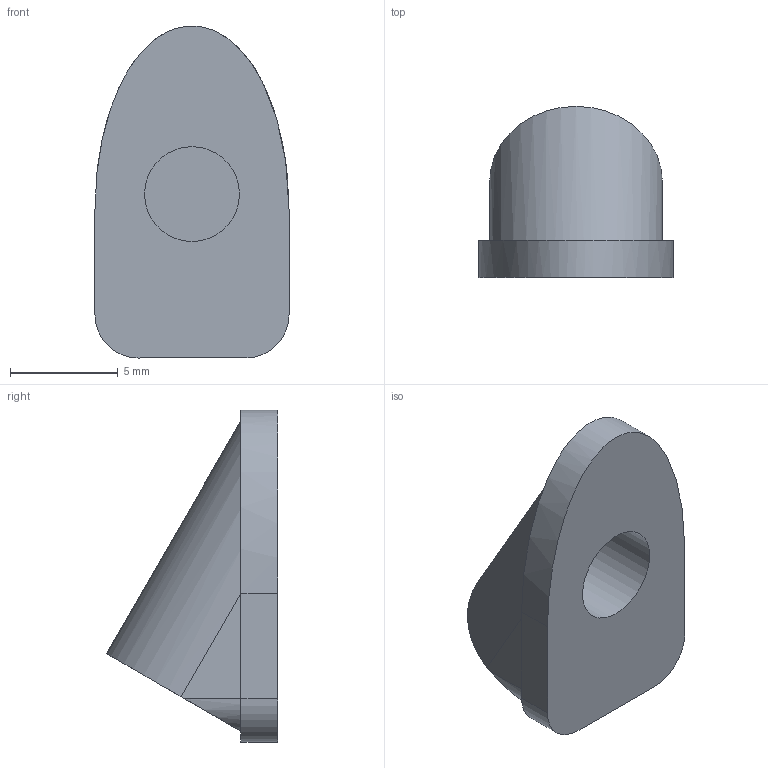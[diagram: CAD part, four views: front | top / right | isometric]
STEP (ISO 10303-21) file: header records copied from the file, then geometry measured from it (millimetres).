
FILE_DESCRIPTION(/* description */ (''),/* implementation_level */ '2;1');
FILE_NAME(/* name */ 'Carriege Front Magnet Holder.step',/* time_stamp */ '2023-04-24T23:03:11-07:00',/* author */ (''),/* organization */ (''),/* preprocessor_version */ 'ST-DEVELOPER v19.2',/* originating_system */ 'Autodesk Translation Framework v12.4.0.73',/* authorisation */ '');
FILE_SCHEMA (('AUTOMOTIVE_DESIGN { 1 0 10303 214 3 1 1 }'));
Length unit declared in the file: millimetre
Products named in the file (1): Carriege Front Magnet Holder
Bounding box: 9 x 7.94 x 15.4 mm (x, y, z)
Volume: 358.6 mm3; surface area: 507 mm2
Topology: 1 solids, 1 shells, 20 faces, 44 edges, 29 vertices
Faces by surface type: plane 11, cylinder 8, bspline 1
Full cylindrical faces by diameter (mm): 2.8 x1, 4.4 x1, 6.4 x1
Entity records: 651 total; most frequent: CARTESIAN_POINT 155, DIRECTION 99, ORIENTED_EDGE 88, EDGE_CURVE 44, AXIS2_PLACEMENT_3D 37, VERTEX_POINT 29, LINE 25, VECTOR 25
